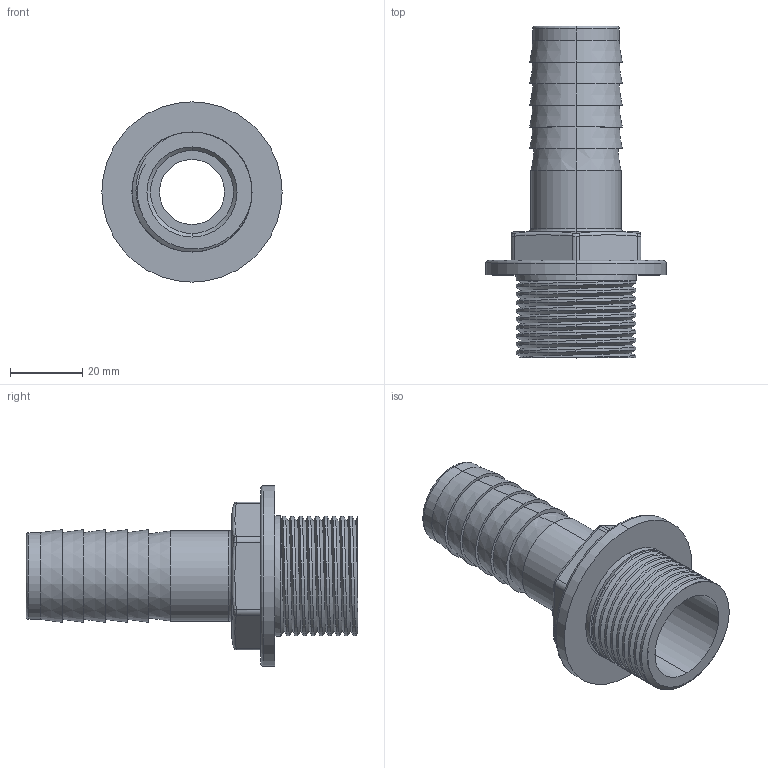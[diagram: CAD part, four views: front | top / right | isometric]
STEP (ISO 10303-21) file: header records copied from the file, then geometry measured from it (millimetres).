
FILE_DESCRIPTION (( 'STEP AP214' ), '1' );
FILE_NAME ('1X25ֱ.STEP', '2022-11-23T04:17:37', ( '' ), ( 'Microsoft' ), 'SwSTEP 2.0', 'SolidWorks 2014', '' );
FILE_SCHEMA (( 'AUTOMOTIVE_DESIGN' ));
Length unit declared in the file: millimetre
Products named in the file (1): 1X25ֱ
Bounding box: 50 x 92 x 50 mm (x, y, z)
Volume: 34491.2 mm3; surface area: 19314 mm2
Topology: 1 solids, 1 shells, 96 faces, 226 edges, 142 vertices
Faces by surface type: cylinder 42, plane 18, cone 14, bspline 14, torus 8
Entity records: 4867 total; most frequent: CARTESIAN_POINT 2786, ORIENTED_EDGE 452, DIRECTION 407, EDGE_CURVE 226, AXIS2_PLACEMENT_3D 170, VERTEX_POINT 142, EDGE_LOOP 108, FACE_OUTER_BOUND 96
